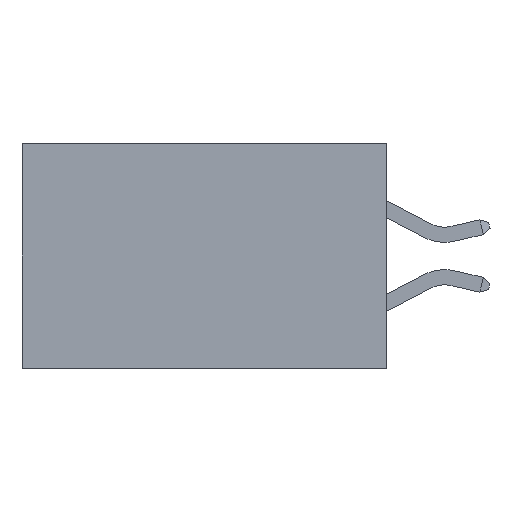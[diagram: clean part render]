
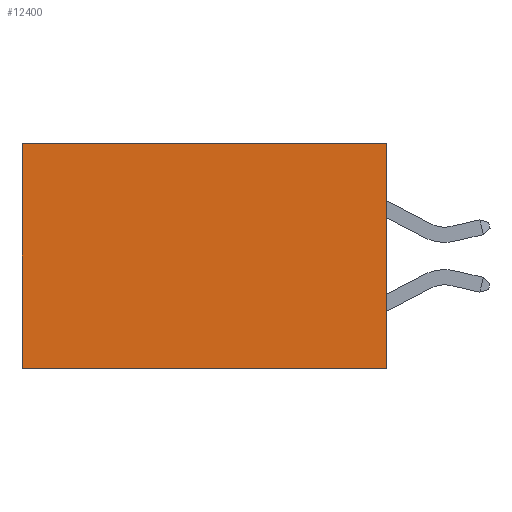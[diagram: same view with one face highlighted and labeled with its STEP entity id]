
A CAD part, left-side view. The second image highlights one B-rep face of the part: STEP entity #12400.
In plain terms, the highlighted planar face has unit normal (-1, 0, 0).
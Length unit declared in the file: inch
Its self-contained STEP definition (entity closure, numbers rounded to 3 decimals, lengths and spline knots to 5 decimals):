
#53 = DIRECTION ( 'NONE',  ( 0., 1., 0. ) ) ;
#969 = LINE ( 'NONE', #12273, #4000 ) ;
#979 = LINE ( 'NONE', #12229, #3084 ) ;
#1505 = CARTESIAN_POINT ( 'NONE',  ( 0.298, 0.6, -0.37 ) ) ;
#1609 = VECTOR ( 'NONE', #10543, 39.37008 ) ;
#1687 = EDGE_LOOP ( 'NONE', ( #9618, #3665, #4650, #7068 ) ) ;
#2083 = CARTESIAN_POINT ( 'NONE',  ( 0.298, 0., 0. ) ) ;
#2199 = AXIS2_PLACEMENT_3D ( 'NONE', #8133, #11177, #5071 ) ;
#3084 = VECTOR ( 'NONE', #53, 39.37008 ) ;
#3665 = ORIENTED_EDGE ( 'NONE', *, *, #12815, .F. ) ;
#4000 = VECTOR ( 'NONE', #11239, 39.37008 ) ;
#4457 = DIRECTION ( 'NONE',  ( 0., 1., 0. ) ) ;
#4650 = ORIENTED_EDGE ( 'NONE', *, *, #5649, .F. ) ;
#4897 = EDGE_CURVE ( 'NONE', #10276, #12875, #9784, .T. ) ;
#5071 = DIRECTION ( 'NONE',  ( 0., 0., -1. ) ) ;
#5649 = EDGE_CURVE ( 'NONE', #11772, #11143, #969, .T. ) ;
#6476 = CARTESIAN_POINT ( 'NONE',  ( 0.298, 0., -0.37 ) ) ;
#6505 = FACE_OUTER_BOUND ( 'NONE', #1687, .T. ) ;
#6695 = VECTOR ( 'NONE', #4457, 39.37008 ) ;
#7068 = ORIENTED_EDGE ( 'NONE', *, *, #11788, .T. ) ;
#7362 = CARTESIAN_POINT ( 'NONE',  ( 0.298, 0.6, 0. ) ) ;
#8133 = CARTESIAN_POINT ( 'NONE',  ( 0.298, 0., 0. ) ) ;
#8216 = CARTESIAN_POINT ( 'NONE',  ( 0.298, 0., -0.37 ) ) ;
#9469 = LINE ( 'NONE', #6476, #6695 ) ;
#9618 = ORIENTED_EDGE ( 'NONE', *, *, #4897, .T. ) ;
#9784 = LINE ( 'NONE', #7362, #1609 ) ;
#10186 = PLANE ( 'NONE',  #2199 ) ;
#10276 = VERTEX_POINT ( 'NONE', #10714 ) ;
#10543 = DIRECTION ( 'NONE',  ( 0., 0., -1. ) ) ;
#10714 = CARTESIAN_POINT ( 'NONE',  ( 0.298, 0.6, 0. ) ) ;
#11143 = VERTEX_POINT ( 'NONE', #8216 ) ;
#11177 = DIRECTION ( 'NONE',  ( 1., 0., 0. ) ) ;
#11239 = DIRECTION ( 'NONE',  ( 0., 0., -1. ) ) ;
#11772 = VERTEX_POINT ( 'NONE', #2083 ) ;
#11788 = EDGE_CURVE ( 'NONE', #11772, #10276, #979, .T. ) ;
#12229 = CARTESIAN_POINT ( 'NONE',  ( 0.298, 0., 0. ) ) ;
#12273 = CARTESIAN_POINT ( 'NONE',  ( 0.298, 0., 0. ) ) ;
#12400 = ADVANCED_FACE ( 'NONE', ( #6505 ), #10186, .F. ) ;
#12815 = EDGE_CURVE ( 'NONE', #11143, #12875, #9469, .T. ) ;
#12875 = VERTEX_POINT ( 'NONE', #1505 ) ;
